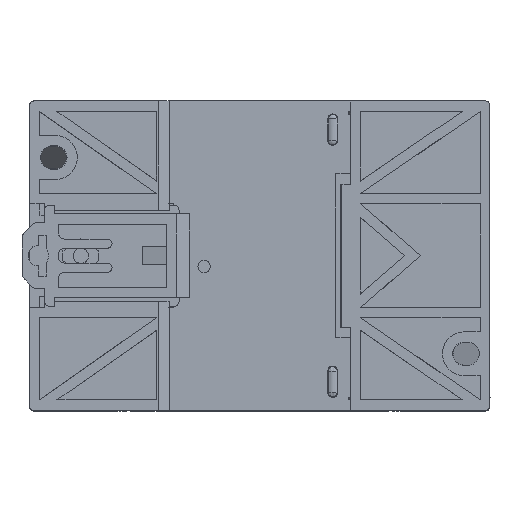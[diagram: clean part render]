
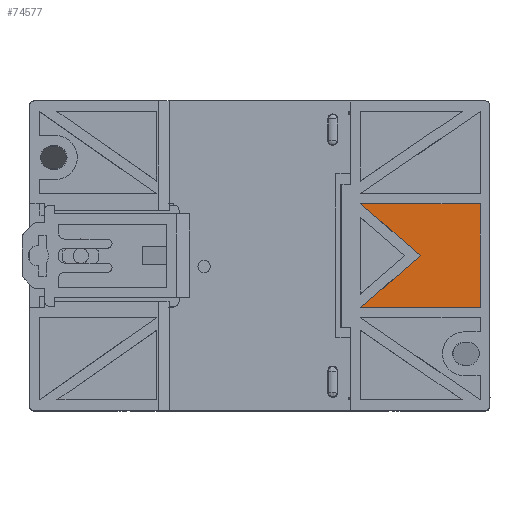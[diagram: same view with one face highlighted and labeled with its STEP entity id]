
A CAD part, top view. The second image highlights one B-rep face of the part: STEP entity #74577.
In plain terms, the highlighted planar face has unit normal (0, 0, 1).
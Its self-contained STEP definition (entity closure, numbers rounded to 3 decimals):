
#4870=DIRECTION('',(-0.755,0.655,0.));
#4871=VECTOR('',#4870,15.421);
#4872=CARTESIAN_POINT('',(75.599,30.25,-3.));
#4873=LINE('',#4872,#4871);
#4874=DIRECTION('',(0.755,0.655,0.));
#4875=VECTOR('',#4874,15.421);
#4876=CARTESIAN_POINT('',(63.95,20.145,-3.));
#4877=LINE('',#4876,#4875);
#4878=DIRECTION('',(0.,-1.,0.));
#4879=VECTOR('',#4878,0.045);
#4880=CARTESIAN_POINT('',(63.95,40.4,-3.));
#4881=LINE('',#4880,#4879);
#4890=DIRECTION('',(-1.,0.,0.));
#4891=VECTOR('',#4890,23.35);
#4892=CARTESIAN_POINT('',(87.3,40.4,-3.));
#4893=LINE('',#4892,#4891);
#4906=DIRECTION('',(0.,1.,0.));
#4907=VECTOR('',#4906,20.3);
#4908=CARTESIAN_POINT('',(87.3,20.1,-3.));
#4909=LINE('',#4908,#4907);
#4910=DIRECTION('',(1.,0.,0.));
#4911=VECTOR('',#4910,23.35);
#4912=CARTESIAN_POINT('',(63.95,20.1,-3.));
#4913=LINE('',#4912,#4911);
#4930=DIRECTION('',(0.,-1.,0.));
#4931=VECTOR('',#4930,0.045);
#4932=CARTESIAN_POINT('',(63.95,20.145,-3.));
#4933=LINE('',#4932,#4931);
#50988=CARTESIAN_POINT('',(75.599,30.25,-3.));
#50989=VERTEX_POINT('',#50988);
#50990=CARTESIAN_POINT('',(63.95,40.355,-3.));
#50991=VERTEX_POINT('',#50990);
#50992=CARTESIAN_POINT('',(63.95,20.145,-3.));
#50993=VERTEX_POINT('',#50992);
#50994=CARTESIAN_POINT('',(63.95,40.4,-3.));
#50995=VERTEX_POINT('',#50994);
#50998=CARTESIAN_POINT('',(87.3,40.4,-3.));
#50999=VERTEX_POINT('',#50998);
#51002=CARTESIAN_POINT('',(87.3,20.1,-3.));
#51003=VERTEX_POINT('',#51002);
#51004=CARTESIAN_POINT('',(63.95,20.1,-3.));
#51005=VERTEX_POINT('',#51004);
#74558=CARTESIAN_POINT('',(75.625,30.25,-3.));
#74559=DIRECTION('',(0.,0.,1.));
#74560=DIRECTION('',(1.,0.,0.));
#74561=AXIS2_PLACEMENT_3D('',#74558,#74559,#74560);
#74562=PLANE('',#74561);
#74563=ORIENTED_EDGE('',*,*,#74525,.T.);
#74565=ORIENTED_EDGE('',*,*,#74564,.F.);
#74567=ORIENTED_EDGE('',*,*,#74566,.F.);
#74569=ORIENTED_EDGE('',*,*,#74568,.F.);
#74571=ORIENTED_EDGE('',*,*,#74570,.F.);
#74573=ORIENTED_EDGE('',*,*,#74572,.F.);
#74574=ORIENTED_EDGE('',*,*,#74542,.T.);
#74575=EDGE_LOOP('',(#74563,#74565,#74567,#74569,#74571,#74573,#74574));
#74576=FACE_OUTER_BOUND('',#74575,.F.);
#74525=EDGE_CURVE('',#50989,#50991,#4873,.T.);
#74542=EDGE_CURVE('',#50993,#50989,#4877,.T.);
#74564=EDGE_CURVE('',#50995,#50991,#4881,.T.);
#74566=EDGE_CURVE('',#50999,#50995,#4893,.T.);
#74568=EDGE_CURVE('',#51003,#50999,#4909,.T.);
#74570=EDGE_CURVE('',#51005,#51003,#4913,.T.);
#74572=EDGE_CURVE('',#50993,#51005,#4933,.T.);
#74577=ADVANCED_FACE('',(#74576),#74562,.T.);
